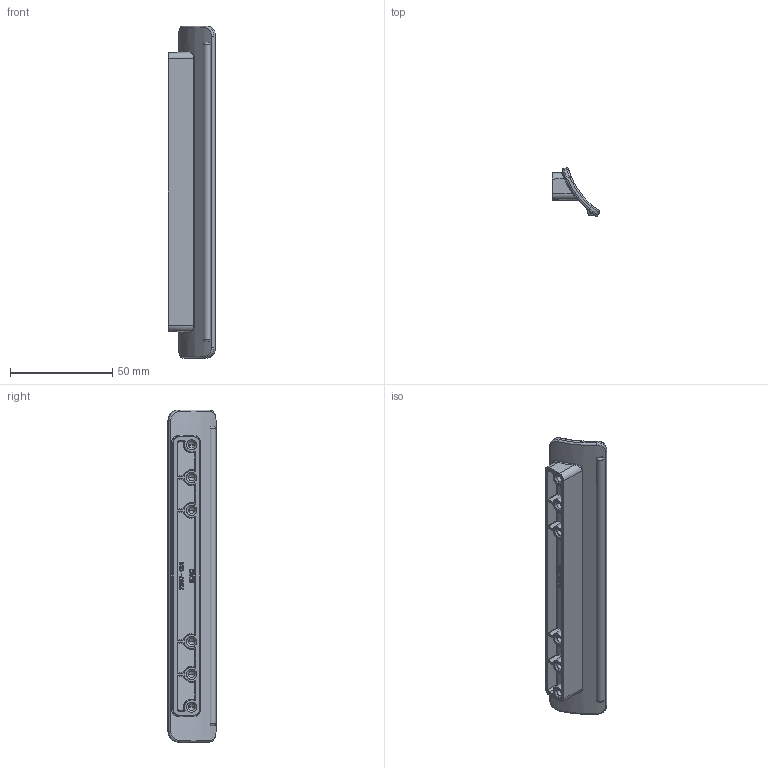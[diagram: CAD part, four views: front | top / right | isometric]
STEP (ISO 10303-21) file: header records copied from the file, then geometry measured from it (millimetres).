
FILE_DESCRIPTION(('Creo Elements/Direct Modeling STEP Export'),'2;1');
FILE_NAME('2507-162.stp','2021-11-10T13:19:47',(''),(''),'Creo Elements/Direct Modeling STEP processor for AP214 (Solid Model)','Creo Elements/Direct Modeling 20.0 12-Nov-2016 (C) Parametric Technology GmbH','');
FILE_SCHEMA(('AUTOMOTIVE_DESIGN { 1 0 10303 214 1 1 1 1 }'));
Products named in the file (2): ZN-11156
Assembly tree (1 placements, depth 2):
  ZN-11156
    ZN-11156
Bounding box: 23 x 23.43 x 162 mm (x, y, z)
Volume: 17239.1 mm3; surface area: 15906.3 mm2
Topology: 1 solids, 1 shells, 798 faces, 2176 edges, 1396 vertices
Faces by surface type: plane 537, bspline 116, cylinder 87, cone 36, torus 14, sphere 8
Entity records: 45621 total; most frequent: CARTESIAN_POINT 25940, ORIENTED_EDGE 4312, DIRECTION 4070, EDGE_CURVE 2156, AXIS2_PLACEMENT_3D 1660, VERTEX_POINT 1396, EDGE_LOOP 834, ELLIPSE 808
